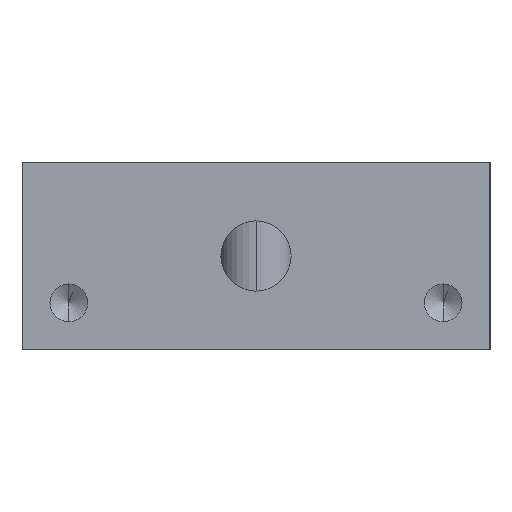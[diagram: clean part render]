
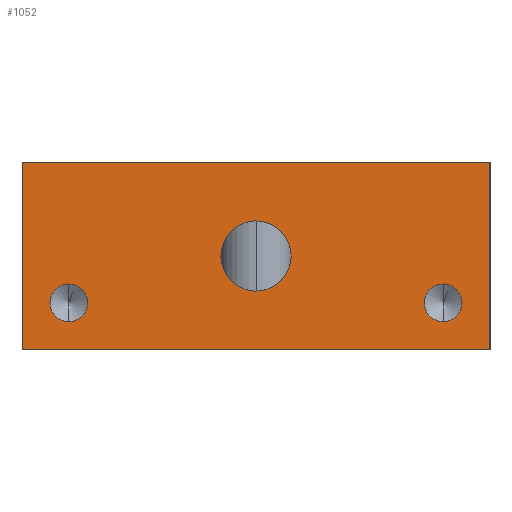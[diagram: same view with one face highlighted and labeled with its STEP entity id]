
A CAD part, left-side view. The second image highlights one B-rep face of the part: STEP entity #1052.
In plain terms, the highlighted planar face has unit normal (-1, 0, 0).
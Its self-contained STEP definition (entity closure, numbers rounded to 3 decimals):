
#60=DIRECTION('',(0.,-1.,0.));
#61=VECTOR('',#60,63.5);
#62=CARTESIAN_POINT('',(-69.85,31.75,0.));
#63=LINE('',#62,#61);
#132=DIRECTION('',(0.,0.,-1.));
#133=VECTOR('',#132,25.4);
#134=CARTESIAN_POINT('',(-69.85,31.75,25.4));
#135=LINE('',#134,#133);
#224=DIRECTION('',(0.,-1.,0.));
#225=VECTOR('',#224,63.5);
#226=CARTESIAN_POINT('',(-69.85,31.75,25.4));
#227=LINE('',#226,#225);
#228=DIRECTION('',(0.,0.,-1.));
#229=VECTOR('',#228,25.4);
#230=CARTESIAN_POINT('',(-69.85,-31.75,25.4));
#231=LINE('',#230,#229);
#232=CARTESIAN_POINT('',(-69.85,-25.4,6.35));
#233=DIRECTION('',(-1.,0.,0.));
#234=DIRECTION('',(0.,0.,-1.));
#235=AXIS2_PLACEMENT_3D('',#232,#233,#234);
#237=CARTESIAN_POINT('',(-69.85,-25.4,6.35));
#238=DIRECTION('',(-1.,0.,0.));
#239=DIRECTION('',(0.,0.,1.));
#240=AXIS2_PLACEMENT_3D('',#237,#238,#239);
#242=CARTESIAN_POINT('',(-69.85,0.,12.7));
#243=DIRECTION('',(-1.,0.,0.));
#244=DIRECTION('',(0.,1.,0.));
#245=AXIS2_PLACEMENT_3D('',#242,#243,#244);
#247=CARTESIAN_POINT('',(-69.85,0.,12.7));
#248=DIRECTION('',(-1.,0.,0.));
#249=DIRECTION('',(0.,-1.,0.));
#250=AXIS2_PLACEMENT_3D('',#247,#248,#249);
#252=CARTESIAN_POINT('',(-69.85,25.4,6.35));
#253=DIRECTION('',(-1.,0.,0.));
#254=DIRECTION('',(0.,0.,-1.));
#255=AXIS2_PLACEMENT_3D('',#252,#253,#254);
#257=CARTESIAN_POINT('',(-69.85,25.4,6.35));
#258=DIRECTION('',(-1.,0.,0.));
#259=DIRECTION('',(0.,0.,1.));
#260=AXIS2_PLACEMENT_3D('',#257,#258,#259);
#733=CARTESIAN_POINT('',(-69.85,-31.75,25.4));
#734=VERTEX_POINT('',#733);
#735=CARTESIAN_POINT('',(-69.85,31.75,25.4));
#736=VERTEX_POINT('',#735);
#780=CARTESIAN_POINT('',(-69.85,-4.763,12.7));
#781=CARTESIAN_POINT('',(-69.85,4.763,12.7));
#782=VERTEX_POINT('',#780);
#783=VERTEX_POINT('',#781);
#785=CARTESIAN_POINT('',(-69.85,31.75,0.));
#786=CARTESIAN_POINT('',(-69.85,-31.75,0.));
#787=VERTEX_POINT('',#785);
#788=VERTEX_POINT('',#786);
#789=CARTESIAN_POINT('',(-69.85,-25.4,3.797));
#790=CARTESIAN_POINT('',(-69.85,-25.4,8.903));
#791=VERTEX_POINT('',#789);
#792=VERTEX_POINT('',#790);
#793=CARTESIAN_POINT('',(-69.85,25.4,3.797));
#794=CARTESIAN_POINT('',(-69.85,25.4,8.903));
#795=VERTEX_POINT('',#793);
#796=VERTEX_POINT('',#794);
#1023=CARTESIAN_POINT('',(-69.85,31.75,25.4));
#1024=DIRECTION('',(1.,0.,0.));
#1025=DIRECTION('',(0.,1.,0.));
#1026=AXIS2_PLACEMENT_3D('',#1023,#1024,#1025);
#1027=PLANE('',#1026);
#1028=ORIENTED_EDGE('',*,*,#891,.F.);
#1029=ORIENTED_EDGE('',*,*,#943,.F.);
#1030=ORIENTED_EDGE('',*,*,#956,.T.);
#1031=ORIENTED_EDGE('',*,*,#1016,.T.);
#1032=EDGE_LOOP('',(#1028,#1029,#1030,#1031));
#1033=FACE_OUTER_BOUND('',#1032,.F.);
#1035=ORIENTED_EDGE('',*,*,#1034,.T.);
#1037=ORIENTED_EDGE('',*,*,#1036,.T.);
#1038=EDGE_LOOP('',(#1035,#1037));
#1039=FACE_BOUND('',#1038,.F.);
#1041=ORIENTED_EDGE('',*,*,#1040,.T.);
#1043=ORIENTED_EDGE('',*,*,#1042,.T.);
#1044=EDGE_LOOP('',(#1041,#1043));
#1045=FACE_BOUND('',#1044,.F.);
#1047=ORIENTED_EDGE('',*,*,#1046,.T.);
#1049=ORIENTED_EDGE('',*,*,#1048,.T.);
#1050=EDGE_LOOP('',(#1047,#1049));
#1051=FACE_BOUND('',#1050,.F.);
#1052=ADVANCED_FACE('',(#1033,#1039,#1045,#1051),#1027,.F.);
#236=CIRCLE('',#235,2.553);
#241=CIRCLE('',#240,2.553);
#246=CIRCLE('',#245,4.763);
#251=CIRCLE('',#250,4.763);
#256=CIRCLE('',#255,2.553);
#261=CIRCLE('',#260,2.553);
#891=EDGE_CURVE('',#787,#788,#63,.T.);
#943=EDGE_CURVE('',#736,#787,#135,.T.);
#956=EDGE_CURVE('',#736,#734,#227,.T.);
#1016=EDGE_CURVE('',#734,#788,#231,.T.);
#1034=EDGE_CURVE('',#791,#792,#236,.T.);
#1036=EDGE_CURVE('',#792,#791,#241,.T.);
#1040=EDGE_CURVE('',#783,#782,#246,.T.);
#1042=EDGE_CURVE('',#782,#783,#251,.T.);
#1046=EDGE_CURVE('',#795,#796,#256,.T.);
#1048=EDGE_CURVE('',#796,#795,#261,.T.);
